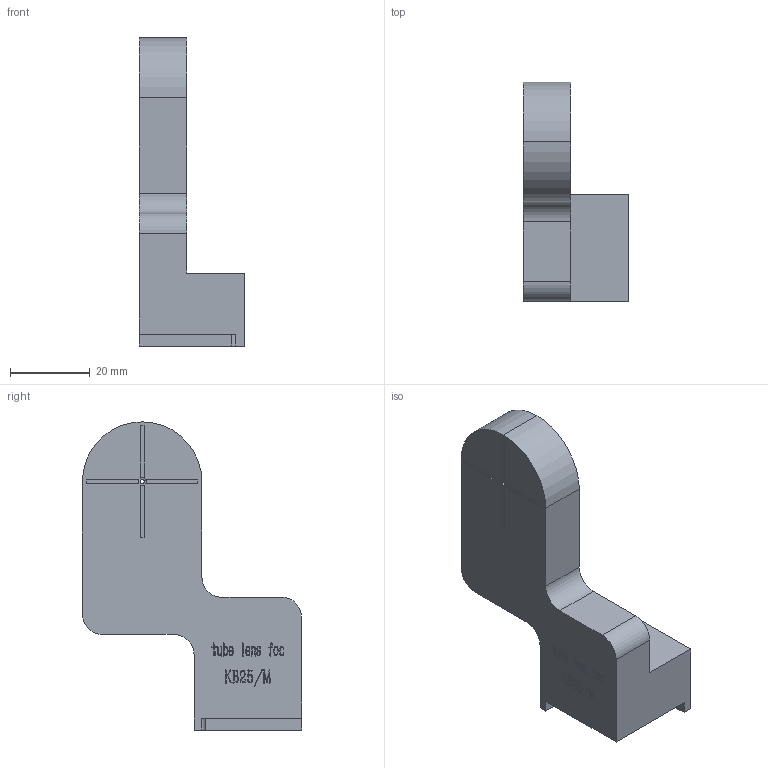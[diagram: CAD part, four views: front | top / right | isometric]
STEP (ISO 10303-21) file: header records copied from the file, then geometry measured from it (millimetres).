
FILE_DESCRIPTION (( 'STEP AP203' ), '1' );
FILE_NAME ('17_adp_TL_phfoc.STEP', '2021-11-08T12:58:59', ( '' ), ( '' ), 'SwSTEP 2.0', 'SolidWorks 2020', '' );
FILE_SCHEMA (( 'CONFIG_CONTROL_DESIGN' ));
Length unit declared in the file: millimetre
Products named in the file (1): 17_adp_TL_phfoc
Bounding box: 26.5 x 54.99 x 77.34 mm (x, y, z)
Volume: 28548.5 mm3; surface area: 10070 mm2
Topology: 1 solids, 1 shells, 417 faces, 1159 edges, 771 vertices
Faces by surface type: plane 234, bspline 163, cylinder 18, cone 2
Entity records: 20790 total; most frequent: CARTESIAN_POINT 11117, ORIENTED_EDGE 2314, DIRECTION 1377, EDGE_CURVE 1157, LINE 795, VECTOR 795, VERTEX_POINT 771, EDGE_LOOP 448
